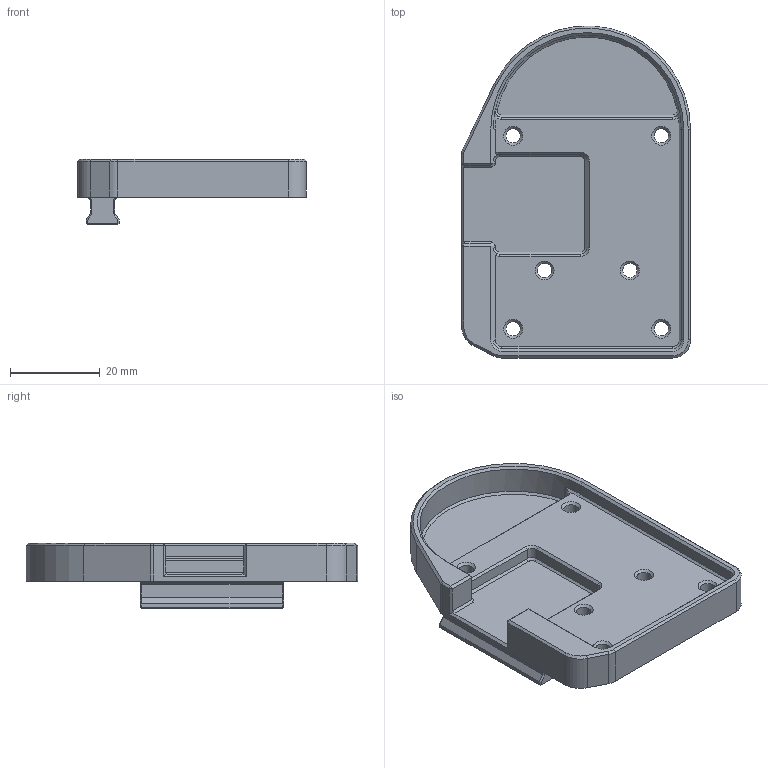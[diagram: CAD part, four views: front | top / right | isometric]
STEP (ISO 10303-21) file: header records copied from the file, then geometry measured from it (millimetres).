
FILE_DESCRIPTION(/* description */ ('STEP AP242','CAx-IF Rec.Pracs.---Representation and Presentation of Product Manufacturing Information (PMI)---4.0---2014-10-13','CAx-IF Rec.Pracs.---3D Tessellated Geometry---0.4---2014-09-14','2;1'),/* implementation_level */ '2;1');
FILE_NAME(/* name */ '66aa28fd8696082b3ca88815',/* time_stamp */ '2024-07-31T12:07:26Z',/* author */ (''),/* organization */ (''),/* preprocessor_version */ 'ST-DEVELOPER v20',/* originating_system */ ' ',/* authorisation */ ' ');
FILE_SCHEMA (('AP242_MANAGED_MODEL_BASED_3D_ENGINEERING_MIM_LF { 1 0 10303 442 1 1 4 }'));
Length unit declared in the file: metre
Products named in the file (1): Trackpoint Case
Bounding box: 51 x 73.96 x 14.69 mm (x, y, z)
Volume: 15797.2 mm3; surface area: 10365.9 mm2
Topology: 1 solids, 1 shells, 145 faces, 339 edges, 197 vertices
Faces by surface type: plane 94, cone 31, cylinder 20
Full cylindrical faces by diameter (mm): 3.2 x6
Entity records: 4006 total; most frequent: CARTESIAN_POINT 690, DIRECTION 688, ORIENTED_EDGE 654, EDGE_CURVE 327, LINE 246, VECTOR 246, AXIS2_PLACEMENT_3D 221, VERTEX_POINT 197
